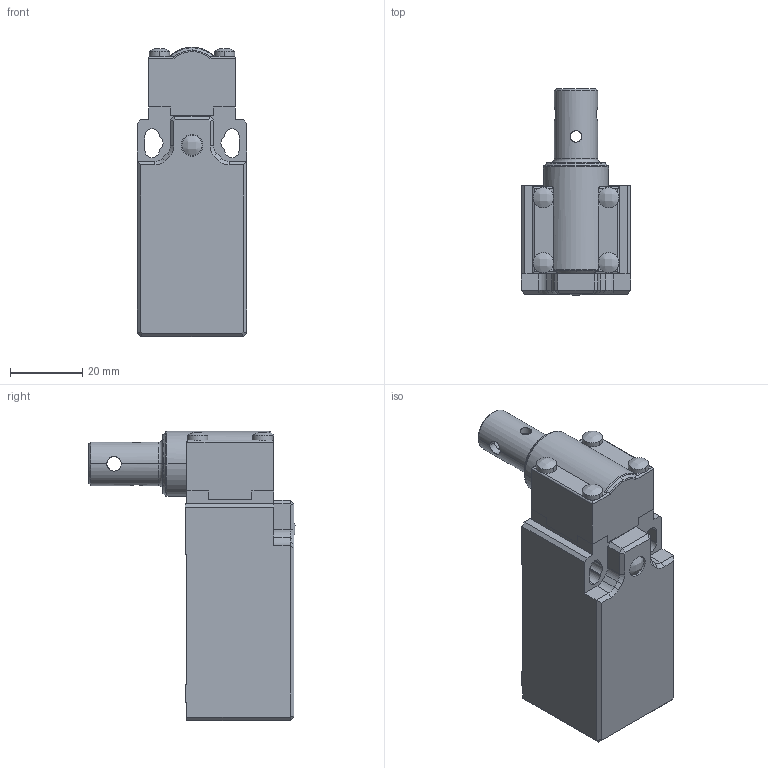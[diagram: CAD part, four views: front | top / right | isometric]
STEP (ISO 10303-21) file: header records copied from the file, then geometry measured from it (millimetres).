
FILE_DESCRIPTION (( 'STEP AP214' ), '1' );
FILE_NAME ('SP2K72X11.step', '2017-12-19T21:47:39', ( '' ), ( '' ), 'SwSTEP 2.0', 'SolidWorks 2017', '' );
FILE_SCHEMA (( 'AUTOMOTIVE_DESIGN' ));
Length unit declared in the file: inch
Products named in the file (1): SP2K72X11
Bounding box: 30.3 x 57.06 x 80 mm (x, y, z)
Volume: 63225 mm3; surface area: 15942.5 mm2
Topology: 3 solids, 3 shells, 200 faces, 519 edges, 327 vertices
Faces by surface type: plane 106, cylinder 64, cone 16, bspline 12, torus 2
Entity records: 6703 total; most frequent: CARTESIAN_POINT 1739, ORIENTED_EDGE 1034, DIRECTION 1015, EDGE_CURVE 517, AXIS2_PLACEMENT_3D 347, VERTEX_POINT 327, VECTOR 321, LINE 321
